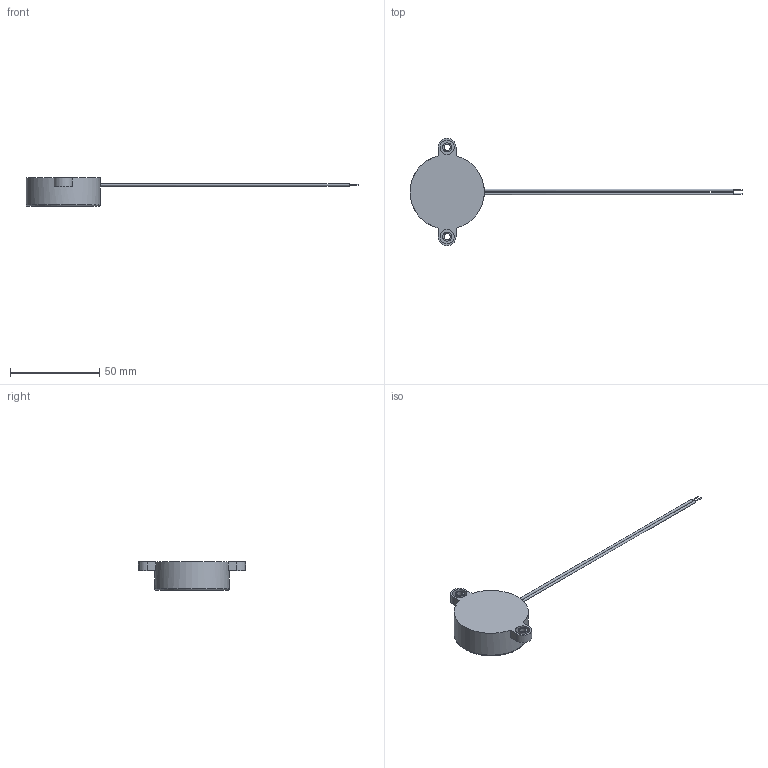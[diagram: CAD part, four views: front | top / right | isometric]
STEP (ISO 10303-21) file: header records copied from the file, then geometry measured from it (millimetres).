
FILE_DESCRIPTION(/* description */ ('Alibre Inc.'),/* implementation_level */ '2;1');
FILE_NAME(/* name */ 'export0',/* time_stamp */ '2018-08-04T07:45:34-05:00',/* author */ (''),/* organization */ (''),/* preprocessor_version */ 'ST-DEVELOPER v17',/* originating_system */ 'Alibre',/* authorisation */ '');
FILE_SCHEMA (('CONFIG_CONTROL_DESIGN'));
Length unit declared in the file: centimetre
Products named in the file (1): ID_1
Bounding box: 185.8 x 60 x 16 mm (x, y, z)
Volume: 22056.5 mm3; surface area: 7087.3 mm2
Topology: 1 solids, 1 shells, 44 faces, 82 edges, 55 vertices
Faces by surface type: plane 23, cylinder 20, torus 1
Full cylindrical faces by diameter (mm): 0.5 x2, 1.3 x2, 3.5 x2, 5 x2, 8 x3, 17 x1, 19 x1, 24 x1, 26 x1, 30 x1, 32 x1, 41.6 x1
Entity records: 1100 total; most frequent: CARTESIAN_POINT 216, DIRECTION 157, ORIENTED_EDGE 120, EDGE_LOOP 82, FACE_BOUND 82, AXIS2_PLACEMENT_3D 80, EDGE_CURVE 60, VERTEX_POINT 52
